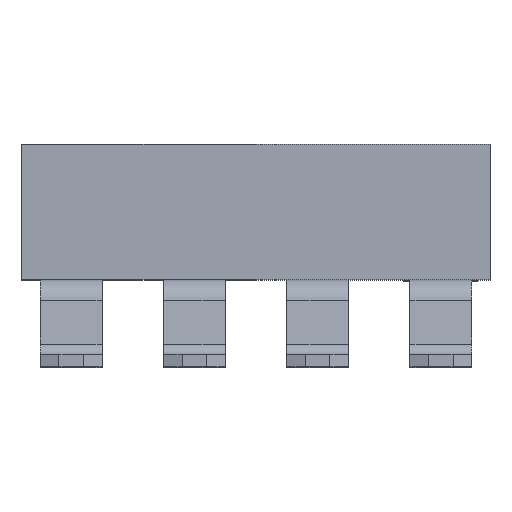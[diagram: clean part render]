
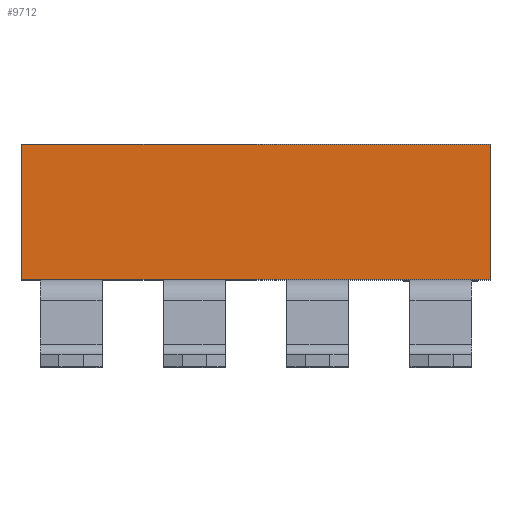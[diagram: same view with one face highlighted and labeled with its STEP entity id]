
A CAD part, top view. The second image highlights one B-rep face of the part: STEP entity #9712.
In plain terms, the highlighted planar face has unit normal (0, 0, 1).
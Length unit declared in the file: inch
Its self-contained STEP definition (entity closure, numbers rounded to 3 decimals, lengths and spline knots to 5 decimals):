
#632 = EDGE_CURVE ( 'NONE', #7809, #6538, #5423, .T. ) ;
#735 = ORIENTED_EDGE ( 'NONE', *, *, #4125, .F. ) ;
#1340 = LINE ( 'NONE', #3155, #9879 ) ;
#1379 = PLANE ( 'NONE',  #7690 ) ;
#2164 = CARTESIAN_POINT ( 'NONE',  ( -0.19, 0.11, 0.155 ) ) ;
#2981 = ORIENTED_EDGE ( 'NONE', *, *, #3761, .T. ) ;
#3068 = DIRECTION ( 'NONE',  ( 1., 0., 0. ) ) ;
#3155 = CARTESIAN_POINT ( 'NONE',  ( -0.19, 0.11, 0.155 ) ) ;
#3247 = FACE_OUTER_BOUND ( 'NONE', #11072, .T. ) ;
#3283 = EDGE_CURVE ( 'NONE', #7809, #6599, #1340, .T. ) ;
#3334 = CARTESIAN_POINT ( 'NONE',  ( -0.19, 0.11, 0.155 ) ) ;
#3761 = EDGE_CURVE ( 'NONE', #6599, #6511, #4892, .T. ) ;
#4023 = VECTOR ( 'NONE', #4566, 39.37008 ) ;
#4101 = DIRECTION ( 'NONE',  ( 0., -1., 0. ) ) ;
#4125 = EDGE_CURVE ( 'NONE', #6538, #6511, #10414, .T. ) ;
#4566 = DIRECTION ( 'NONE',  ( 1., 0., 0. ) ) ;
#4892 = LINE ( 'NONE', #5637, #4023 ) ;
#4909 = CARTESIAN_POINT ( 'NONE',  ( 0.19, 0., 0.155 ) ) ;
#5423 = LINE ( 'NONE', #2164, #6669 ) ;
#5637 = CARTESIAN_POINT ( 'NONE',  ( -0.19, 0., 0.155 ) ) ;
#5833 = CARTESIAN_POINT ( 'NONE',  ( 0.19, 0.11, 0.155 ) ) ;
#5959 = CARTESIAN_POINT ( 'NONE',  ( -0.19, 0.11, 0.155 ) ) ;
#6511 = VERTEX_POINT ( 'NONE', #4909 ) ;
#6538 = VERTEX_POINT ( 'NONE', #5833 ) ;
#6599 = VERTEX_POINT ( 'NONE', #11465 ) ;
#6669 = VECTOR ( 'NONE', #3068, 39.37008 ) ;
#6820 = DIRECTION ( 'NONE',  ( 0., 0., -1. ) ) ;
#7690 = AXIS2_PLACEMENT_3D ( 'NONE', #5959, #6820, #7746 ) ;
#7698 = CARTESIAN_POINT ( 'NONE',  ( 0.19, 0.11, 0.155 ) ) ;
#7746 = DIRECTION ( 'NONE',  ( 0., -1., 0. ) ) ;
#7809 = VERTEX_POINT ( 'NONE', #3334 ) ;
#9712 = ADVANCED_FACE ( 'NONE', ( #3247 ), #1379, .F. ) ;
#9879 = VECTOR ( 'NONE', #11335, 39.37008 ) ;
#10130 = ORIENTED_EDGE ( 'NONE', *, *, #3283, .T. ) ;
#10355 = ORIENTED_EDGE ( 'NONE', *, *, #632, .F. ) ;
#10414 = LINE ( 'NONE', #7698, #10576 ) ;
#10576 = VECTOR ( 'NONE', #4101, 39.37008 ) ;
#11072 = EDGE_LOOP ( 'NONE', ( #2981, #735, #10355, #10130 ) ) ;
#11335 = DIRECTION ( 'NONE',  ( 0., -1., 0. ) ) ;
#11465 = CARTESIAN_POINT ( 'NONE',  ( -0.19, 0., 0.155 ) ) ;
